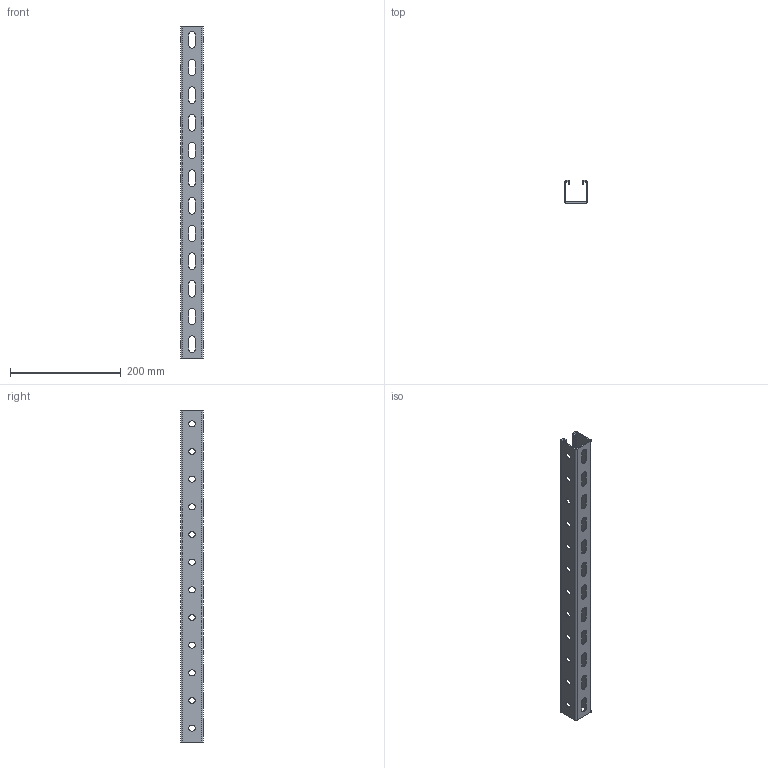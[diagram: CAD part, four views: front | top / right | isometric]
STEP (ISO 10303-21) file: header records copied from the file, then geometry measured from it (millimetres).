
FILE_DESCRIPTION (( 'STEP AP203' ), '1' );
FILE_NAME ('STRUT-镳铘桦黖h41-600.step', '2022-01-24T13:41:46', ( '' ), ( '' ), 'SwSTEP 2.0', 'SolidWorks 2017', '' );
FILE_SCHEMA (( 'CONFIG_CONTROL_DESIGN' ));
Length unit declared in the file: millimetre
Products named in the file (1): STRUT-镳铘桦黖h41-600
Bounding box: 41 x 41 x 600 mm (x, y, z)
Volume: 152154.1 mm3; surface area: 161126.7 mm2
Topology: 1 solids, 1 shells, 1150 faces, 3420 edges, 2272 vertices
Faces by surface type: plane 1072, cylinder 78
Entity records: 38069 total; most frequent: CARTESIAN_POINT 6843, ORIENTED_EDGE 6840, DIRECTION 5878, EDGE_CURVE 3420, VECTOR 3264, LINE 3264, VERTEX_POINT 2272, AXIS2_PLACEMENT_3D 1307
